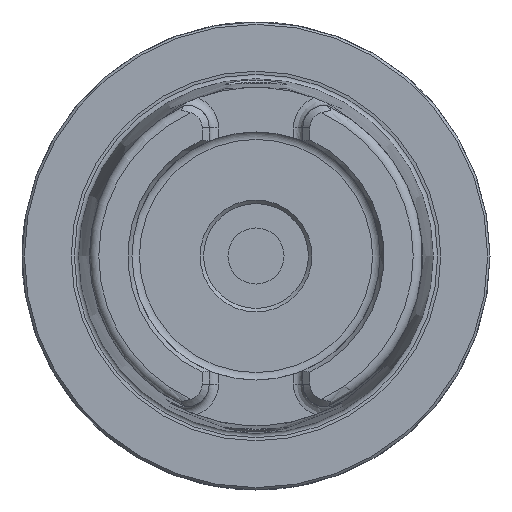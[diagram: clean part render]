
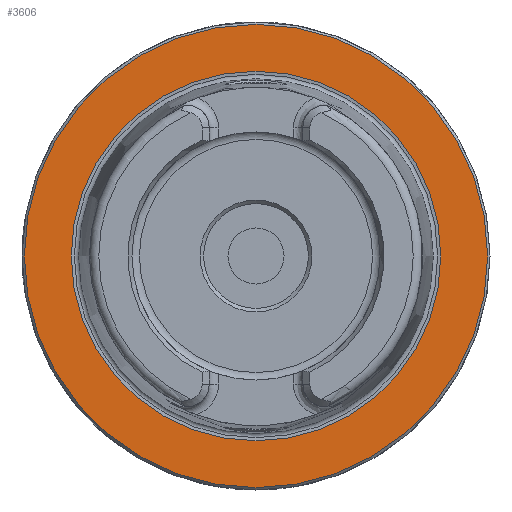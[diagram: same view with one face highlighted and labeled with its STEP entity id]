
A CAD part, left-side view. The second image highlights one B-rep face of the part: STEP entity #3606.
In plain terms, the highlighted planar face has unit normal (-1, 0, 0).
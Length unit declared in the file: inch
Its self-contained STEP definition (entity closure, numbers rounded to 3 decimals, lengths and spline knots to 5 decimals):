
#3572=CARTESIAN_POINT('',(0.0,49.5,0.));
#3573=VERTEX_POINT('',#3572);
#3574=CARTESIAN_POINT('',(0.0,0.0,0.0));
#3575=DIRECTION('',(1.0,0.0,0.0));
#3576=DIRECTION('',(0.0,-1.0,0.0));
#3577=AXIS2_PLACEMENT_3D('',#3574,#3575,#3576);
#3578=CIRCLE('',#3577,49.5);
#3579=EDGE_CURVE('',#3573,#3573,#3578,.T.);
#3587=CARTESIAN_POINT('',(0.0,25.0,0.0));
#3588=DIRECTION('',(-1.0,0.0,0.0));
#3589=DIRECTION('',(0.0,0.0,1.0));
#3590=AXIS2_PLACEMENT_3D('',#3587,#3588,#3589);
#3591=PLANE('',#3590);
#3592=ORIENTED_EDGE('',*,*,#3579,.F.);
#3593=EDGE_LOOP('',(#3592));
#3594=FACE_OUTER_BOUND('',#3593,.T.);
#3595=CARTESIAN_POINT('',(0.0,39.48224,0.0));
#3596=VERTEX_POINT('',#3595);
#3597=CARTESIAN_POINT('',(0.0,0.0,0.0));
#3598=DIRECTION('',(1.0,0.0,0.0));
#3599=DIRECTION('',(0.0,1.0,0.0));
#3600=AXIS2_PLACEMENT_3D('',#3597,#3598,#3599);
#3601=CIRCLE('',#3600,39.48224);
#3602=EDGE_CURVE('',#3596,#3596,#3601,.T.);
#3603=ORIENTED_EDGE('',*,*,#3602,.T.);
#3604=EDGE_LOOP('',(#3603));
#3605=FACE_BOUND('',#3604,.T.);
#3606=ADVANCED_FACE('',(#3594,#3605),#3591,.T.);
